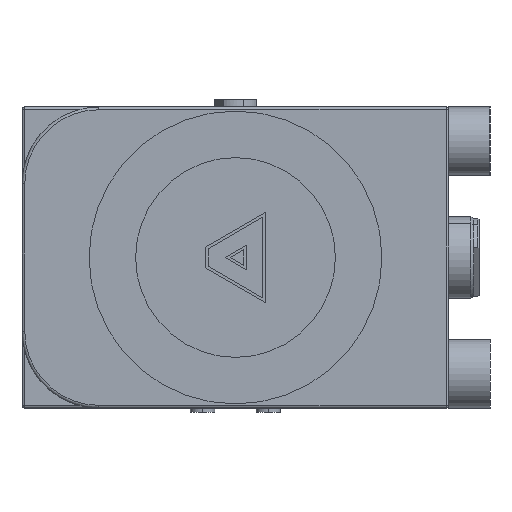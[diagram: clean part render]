
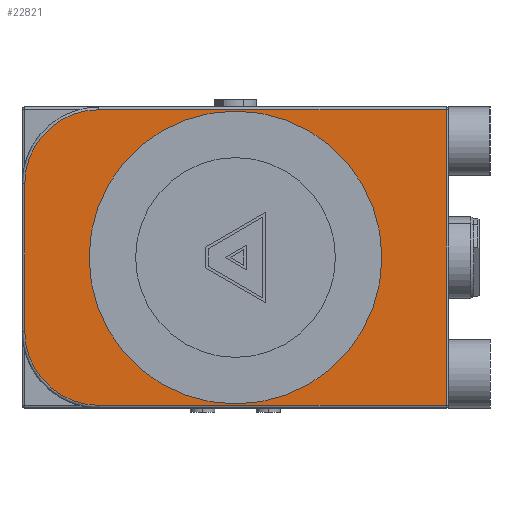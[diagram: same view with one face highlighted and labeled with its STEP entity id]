
A CAD part, left-side view. The second image highlights one B-rep face of the part: STEP entity #22821.
In plain terms, the highlighted planar face has unit normal (-1, 0, 0).
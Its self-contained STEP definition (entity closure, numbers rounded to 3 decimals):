
#271 = CARTESIAN_POINT ( 'NONE',  ( -45., 0., 0. ) ) ;
#465 = LINE ( 'NONE', #18509, #22825 ) ;
#494 = CARTESIAN_POINT ( 'NONE',  ( -45., 50., -27. ) ) ;
#1031 = EDGE_CURVE ( 'NONE', #7170, #9264, #465, .T. ) ;
#1431 = EDGE_CURVE ( 'NONE', #4250, #7170, #5788, .T. ) ;
#2270 = DIRECTION ( 'NONE',  ( 0., 0., -1. ) ) ;
#2770 = EDGE_CURVE ( 'NONE', #13816, #14235, #12119, .T. ) ;
#3143 = VERTEX_POINT ( 'NONE', #8739 ) ;
#3555 = DIRECTION ( 'NONE',  ( 0., 0., -1. ) ) ;
#4026 = CARTESIAN_POINT ( 'NONE',  ( -45., 0., 0. ) ) ;
#4250 = VERTEX_POINT ( 'NONE', #17834 ) ;
#4282 = DIRECTION ( 'NONE',  ( -1., 0., 0. ) ) ;
#4539 = LINE ( 'NONE', #9994, #18067 ) ;
#4883 = ORIENTED_EDGE ( 'NONE', *, *, #2770, .T. ) ;
#5788 = LINE ( 'NONE', #18126, #14889 ) ;
#5962 = DIRECTION ( 'NONE',  ( 0., 0., -1. ) ) ;
#7093 = DIRECTION ( 'NONE',  ( -1., 0., 0. ) ) ;
#7170 = VERTEX_POINT ( 'NONE', #19046 ) ;
#7443 = CARTESIAN_POINT ( 'NONE',  ( -45., 50., 27. ) ) ;
#7520 = AXIS2_PLACEMENT_3D ( 'NONE', #271, #18538, #2270 ) ;
#7680 = EDGE_LOOP ( 'NONE', ( #19187, #17581, #9171, #8348, #4883, #7764 ) ) ;
#7764 = ORIENTED_EDGE ( 'NONE', *, *, #15247, .T. ) ;
#8096 = DIRECTION ( 'NONE',  ( 0., 0., -1. ) ) ;
#8232 = DIRECTION ( 'NONE',  ( 1., 0., 0. ) ) ;
#8348 = ORIENTED_EDGE ( 'NONE', *, *, #11784, .T. ) ;
#8710 = CARTESIAN_POINT ( 'NONE',  ( -45., 77., 27. ) ) ;
#8739 = CARTESIAN_POINT ( 'NONE',  ( -45., 0., 52.8 ) ) ;
#8906 = DIRECTION ( 'NONE',  ( 1., 0., 0. ) ) ;
#9171 = ORIENTED_EDGE ( 'NONE', *, *, #9245, .T. ) ;
#9245 = EDGE_CURVE ( 'NONE', #9264, #9588, #4539, .T. ) ;
#9264 = VERTEX_POINT ( 'NONE', #9878 ) ;
#9496 = DIRECTION ( 'NONE',  ( 0., 0., 1. ) ) ;
#9588 = VERTEX_POINT ( 'NONE', #17319 ) ;
#9878 = CARTESIAN_POINT ( 'NONE',  ( -45., -77., 54. ) ) ;
#9994 = CARTESIAN_POINT ( 'NONE',  ( -45., 50., 54. ) ) ;
#10399 = AXIS2_PLACEMENT_3D ( 'NONE', #494, #4282, #5962 ) ;
#11516 = CIRCLE ( 'NONE', #12264, 27. ) ;
#11770 = CARTESIAN_POINT ( 'NONE',  ( -45., 0., -52.8 ) ) ;
#11784 = EDGE_CURVE ( 'NONE', #9588, #13816, #11516, .T. ) ;
#12019 = CARTESIAN_POINT ( 'NONE',  ( -45., 0., 0. ) ) ;
#12119 = LINE ( 'NONE', #17566, #20840 ) ;
#12264 = AXIS2_PLACEMENT_3D ( 'NONE', #7443, #7093, #12883 ) ;
#12512 = EDGE_CURVE ( 'NONE', #3143, #21373, #21388, .T. ) ;
#12883 = DIRECTION ( 'NONE',  ( 0., 0., -1. ) ) ;
#13281 = EDGE_LOOP ( 'NONE', ( #13683, #19452 ) ) ;
#13683 = ORIENTED_EDGE ( 'NONE', *, *, #12512, .T. ) ;
#13816 = VERTEX_POINT ( 'NONE', #8710 ) ;
#14235 = VERTEX_POINT ( 'NONE', #17769 ) ;
#14889 = VECTOR ( 'NONE', #20134, 1000. ) ;
#15247 = EDGE_CURVE ( 'NONE', #14235, #4250, #18355, .T. ) ;
#15687 = EDGE_CURVE ( 'NONE', #21373, #3143, #20646, .T. ) ;
#16405 = PLANE ( 'NONE',  #7520 ) ;
#16531 = FACE_OUTER_BOUND ( 'NONE', #7680, .T. ) ;
#17319 = CARTESIAN_POINT ( 'NONE',  ( -45., 50., 54. ) ) ;
#17566 = CARTESIAN_POINT ( 'NONE',  ( -45., 77., -27. ) ) ;
#17580 = DIRECTION ( 'NONE',  ( 0., 1., 0. ) ) ;
#17581 = ORIENTED_EDGE ( 'NONE', *, *, #1031, .T. ) ;
#17769 = CARTESIAN_POINT ( 'NONE',  ( -45., 77., -27. ) ) ;
#17834 = CARTESIAN_POINT ( 'NONE',  ( -45., 50., -54. ) ) ;
#18067 = VECTOR ( 'NONE', #17580, 1000. ) ;
#18126 = CARTESIAN_POINT ( 'NONE',  ( -45., -78., -54. ) ) ;
#18186 = FACE_BOUND ( 'NONE', #13281, .T. ) ;
#18355 = CIRCLE ( 'NONE', #10399, 27. ) ;
#18509 = CARTESIAN_POINT ( 'NONE',  ( -45., -77., 55. ) ) ;
#18538 = DIRECTION ( 'NONE',  ( 1., 0., 0. ) ) ;
#19046 = CARTESIAN_POINT ( 'NONE',  ( -45., -77., -54. ) ) ;
#19187 = ORIENTED_EDGE ( 'NONE', *, *, #1431, .T. ) ;
#19452 = ORIENTED_EDGE ( 'NONE', *, *, #15687, .T. ) ;
#20134 = DIRECTION ( 'NONE',  ( 0., -1., 0. ) ) ;
#20254 = AXIS2_PLACEMENT_3D ( 'NONE', #4026, #8906, #3555 ) ;
#20646 = CIRCLE ( 'NONE', #21347, 52.8 ) ;
#20799 = DIRECTION ( 'NONE',  ( 0., 0., -1. ) ) ;
#20840 = VECTOR ( 'NONE', #8096, 1000. ) ;
#21347 = AXIS2_PLACEMENT_3D ( 'NONE', #12019, #8232, #20799 ) ;
#21373 = VERTEX_POINT ( 'NONE', #11770 ) ;
#21388 = CIRCLE ( 'NONE', #20254, 52.8 ) ;
#22821 = ADVANCED_FACE ( 'NONE', ( #16531, #18186 ), #16405, .F. ) ;
#22825 = VECTOR ( 'NONE', #9496, 1000. ) ;
